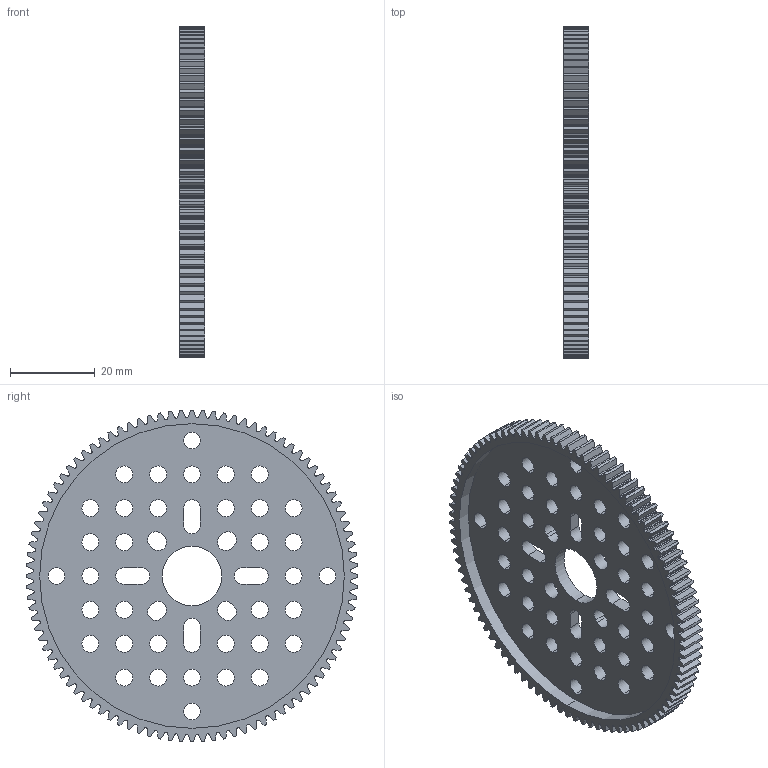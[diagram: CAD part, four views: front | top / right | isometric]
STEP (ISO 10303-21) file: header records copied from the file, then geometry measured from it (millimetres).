
FILE_DESCRIPTION (( 'STEP AP203' ), '1' );
FILE_NAME ('2302-0014-0096.STEP', '2017-04-06T19:51:50', ( '' ), ( '' ), 'SwSTEP 2.0', 'SolidWorks 2016', '' );
FILE_SCHEMA (( 'CONFIG_CONTROL_DESIGN' ));
Length unit declared in the file: millimetre
Products named in the file (1): 2302-0014-0096
Bounding box: 6 x 78.4 x 78.4 mm (x, y, z)
Volume: 13206.6 mm3; surface area: 13040.3 mm2
Topology: 1 solids, 1 shells, 732 faces, 2187 edges, 1458 vertices
Faces by surface type: cylinder 521, bspline 192, plane 19
Entity records: 33454 total; most frequent: CARTESIAN_POINT 13786, ORIENTED_EDGE 4374, DIRECTION 3927, EDGE_CURVE 2187, AXIS2_PLACEMENT_3D 1583, VERTEX_POINT 1458, CIRCLE 1042, EDGE_LOOP 823
